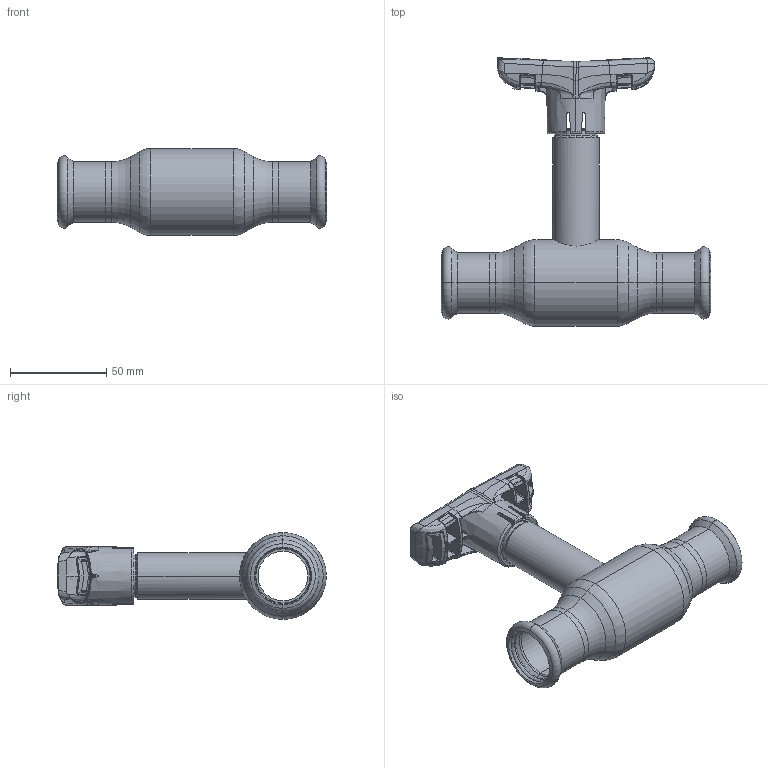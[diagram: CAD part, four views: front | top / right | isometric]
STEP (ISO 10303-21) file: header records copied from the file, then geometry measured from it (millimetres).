
FILE_DESCRIPTION (( 'STEP AP214' ), '1' );
FILE_NAME ('1025000101-1400.STEP', '2024-01-18T08:11:57', ( '' ), ( '' ), 'SwSTEP 2.0', 'SolidWorks 2021', '' );
FILE_SCHEMA (( 'AUTOMOTIVE_DESIGN' ));
Length unit declared in the file: millimetre
Products named in the file (1): 1025000101-1400
Bounding box: 139.6 x 139.27 x 45 mm (x, y, z)
Surface area: 42056.7 mm2 (no closed solid volume)
Topology: 0 solids, 10 shells, 623 faces, 2148 edges, 1447 vertices
Faces by surface type: bspline 484, plane 44, cylinder 36, cone 30, torus 25, sphere 4
Entity records: 58910 total; most frequent: CARTESIAN_POINT 38630, ORIENTED_EDGE 3467, EDGE_CURVE 2136, B_SPLINE_CURVE_WITH_KNOTS 1542, VERTEX_POINT 1444, DIRECTION 1308, EDGE_LOOP 635, UNCERTAINTY_MEASURE_WITH_UNIT 622
